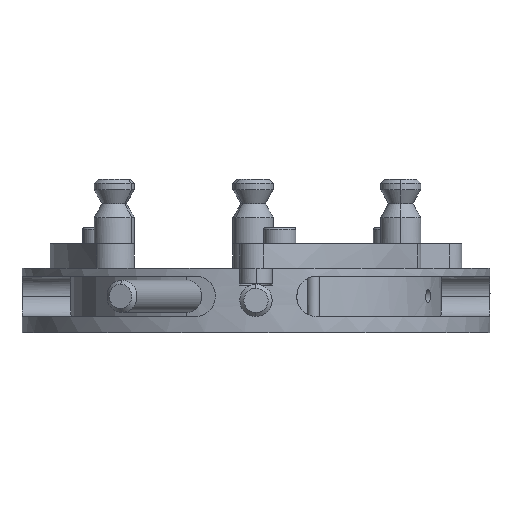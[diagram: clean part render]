
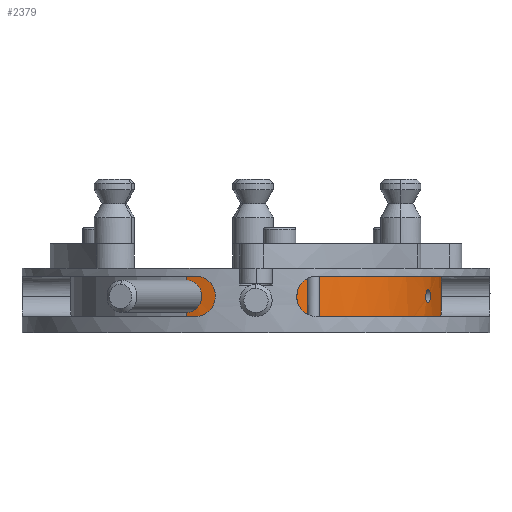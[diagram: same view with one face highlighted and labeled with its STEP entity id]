
A CAD part, front view. The second image highlights one B-rep face of the part: STEP entity #2379.
In plain terms, the highlighted free-form (B-spline) face has degree [1, 3] with [2, 4] control points.
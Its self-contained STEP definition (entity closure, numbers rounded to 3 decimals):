
#108 = CARTESIAN_POINT ( 'NONE',  ( -7.974, -21.575, 1.615 ) ) ;
#204 = EDGE_CURVE ( 'NONE', #12466, #1518, #13556, .T. ) ;
#221 = CARTESIAN_POINT ( 'NONE',  ( 21.18, -8.968, 1.216 ) ) ;
#367 = CARTESIAN_POINT ( 'NONE',  ( 8.583, 21.338, 4. ) ) ;
#560 = EDGE_CURVE ( 'NONE', #11718, #12466, #12557, .T. ) ;
#1145 = B_SPLINE_CURVE_WITH_KNOTS ( 'NONE', 3,
 ( #2240, #3091, #10828, #5355, #11923, #5397, #7691, #6791, #8776, #4397, #4589, #108, #4490, #5595 ),
 .UNSPECIFIED., .F., .F.,
 ( 4, 2, 2, 2, 2, 2, 4 ),
 ( -0.004, -0.003, -0.003, -0.002, -0.001, -0.001, 0. ),
 .UNSPECIFIED. ) ;
#1191 = CARTESIAN_POINT ( 'NONE',  ( 21.338, -8.583, -0.3 ) ) ;
#1327 = CARTESIAN_POINT ( 'NONE',  ( 21.338, -8.583, -0.3 ) ) ;
#1338 = ORIENTED_EDGE ( 'NONE', *, *, #12245, .T. ) ;
#1342 = B_SPLINE_CURVE_WITH_KNOTS ( 'NONE', 1,
 ( #3823, #9199 ),
 .UNSPECIFIED., .F., .F.,
 ( 2, 2 ),
 ( 0., 1. ),
 .UNSPECIFIED. ) ;
#1424 = CARTESIAN_POINT ( 'NONE',  ( 21.26, -8.777, -0.28 ) ) ;
#1518 = VERTEX_POINT ( 'NONE', #4945 ) ;
#1732 = CARTESIAN_POINT ( 'NONE',  ( -8.583, -21.338, 1.75 ) ) ;
#1774 = CARTESIAN_POINT ( 'NONE',  ( 34.093, -38.505, 4. ) ) ;
#1795 = EDGE_LOOP ( 'NONE', ( #12076, #3446, #5133, #4393, #2990, #11465 ) ) ;
#1816 = CARTESIAN_POINT ( 'NONE',  ( 8.583, 21.338, 4. ) ) ;
#2154 = VERTEX_POINT ( 'NONE', #6071 ) ;
#2230 = B_SPLINE_CURVE_WITH_KNOTS ( 'NONE', 3,
 ( #12275, #8851, #221, #3428, #9047, #12123, #8950, #3537, #11142, #1424, #2553, #1327 ),
 .UNSPECIFIED., .F., .F.,
 ( 4, 2, 2, 2, 2, 4 ),
 ( -0.003, -0.002, -0.001, -0.001, 0., 0. ),
 .UNSPECIFIED. ) ;
#2240 = CARTESIAN_POINT ( 'NONE',  ( -8.583, -21.338, -0.75 ) ) ;
#2357 = CARTESIAN_POINT ( 'NONE',  ( 34.093, -38.505, -3. ) ) ;
#2379 = ADVANCED_FACE ( 'NONE', ( #4449, #10591 ), #10089, .T. ) ;
#2549 = CARTESIAN_POINT ( 'NONE',  ( 51.26, 4.171, -3. ) ) ;
#2553 = CARTESIAN_POINT ( 'NONE',  ( 21.299, -8.682, -0.3 ) ) ;
#2697 = CARTESIAN_POINT ( 'NONE',  ( 21.338, -8.583, -0.3 ) ) ;
#2990 = ORIENTED_EDGE ( 'NONE', *, *, #12307, .T. ) ;
#3091 = CARTESIAN_POINT ( 'NONE',  ( -8.432, -21.399, -0.75 ) ) ;
#3411 = EDGE_CURVE ( 'NONE', #13130, #9521, #6785, .T. ) ;
#3428 = CARTESIAN_POINT ( 'NONE',  ( 21.061, -9.243, 0.916 ) ) ;
#3446 = ORIENTED_EDGE ( 'NONE', *, *, #204, .T. ) ;
#3537 = CARTESIAN_POINT ( 'NONE',  ( 21.15, -9.037, -0.14 ) ) ;
#3678 = CARTESIAN_POINT ( 'NONE',  ( 21.418, -8.387, -0.3 ) ) ;
#3823 = CARTESIAN_POINT ( 'NONE',  ( 8.583, 21.338, -3. ) ) ;
#4393 = ORIENTED_EDGE ( 'NONE', *, *, #3411, .T. ) ;
#4397 = CARTESIAN_POINT ( 'NONE',  ( -7.56, -21.722, 1.129 ) ) ;
#4449 = FACE_BOUND ( 'NONE', #10472, .T. ) ;
#4490 = CARTESIAN_POINT ( 'NONE',  ( -8.277, -21.461, 1.75 ) ) ;
#4589 = CARTESIAN_POINT ( 'NONE',  ( -7.648, -21.692, 1.267 ) ) ;
#4826 = CARTESIAN_POINT ( 'NONE',  ( 21.49, -8.196, -0.216 ) ) ;
#4945 = CARTESIAN_POINT ( 'NONE',  ( -8.583, -21.338, -0.75 ) ) ;
#5133 = ORIENTED_EDGE ( 'NONE', *, *, #7485, .T. ) ;
#5355 = CARTESIAN_POINT ( 'NONE',  ( -7.996, -21.566, -0.592 ) ) ;
#5397 = CARTESIAN_POINT ( 'NONE',  ( -7.538, -21.731, -0.152 ) ) ;
#5595 = CARTESIAN_POINT ( 'NONE',  ( -8.583, -21.338, 1.75 ) ) ;
#5634 = CARTESIAN_POINT ( 'NONE',  ( 51.26, 4.171, -3. ) ) ;
#5682 = CARTESIAN_POINT ( 'NONE',  ( -8.583, -21.338, -3. ) ) ;
#5911 = CARTESIAN_POINT ( 'NONE',  ( -8.583, -21.338, 4. ) ) ;
#5912 = CARTESIAN_POINT ( 'NONE',  ( 21.596, -7.916, 0.084 ) ) ;
#6009 = CARTESIAN_POINT ( 'NONE',  ( 21.596, -7.915, 0.915 ) ) ;
#6064 = CARTESIAN_POINT ( 'NONE',  ( -8.583, -21.338, 4. ) ) ;
#6071 = CARTESIAN_POINT ( 'NONE',  ( 8.583, 21.338, 4. ) ) ;
#6112 = CARTESIAN_POINT ( 'NONE',  ( 51.26, 4.171, 4. ) ) ;
#6280 = CARTESIAN_POINT ( 'NONE',  ( 8.583, 21.338, -3. ) ) ;
#6785 = B_SPLINE_CURVE_WITH_KNOTS ( 'NONE', 1,
 ( #1732, #5911 ),
 .UNSPECIFIED., .F., .F.,
 ( 2, 2 ),
 ( 0.679, 1. ),
 .UNSPECIFIED. ) ;
#6791 = CARTESIAN_POINT ( 'NONE',  ( -7.411, -21.773, 0.663 ) ) ;
#6862 = CARTESIAN_POINT ( 'NONE',  ( 8.583, 21.338, -3. ) ) ;
#6967 = CARTESIAN_POINT ( 'NONE',  ( 21.338, -8.583, 1.3 ) ) ;
#7485 = EDGE_CURVE ( 'NONE', #1518, #13130, #1145, .T. ) ;
#7618 = CARTESIAN_POINT ( 'NONE',  ( -8.583, -21.338, -3. ) ) ;
#7691 = CARTESIAN_POINT ( 'NONE',  ( -7.411, -21.773, 0.171 ) ) ;
#7806 = CARTESIAN_POINT ( 'NONE',  ( -8.583, -21.338, -3. ) ) ;
#7824 = CARTESIAN_POINT ( 'NONE',  ( 8.583, 21.338, -3. ) ) ;
#7850 = CARTESIAN_POINT ( 'NONE',  ( -8.583, -21.338, 4. ) ) ;
#7952 = CARTESIAN_POINT ( 'NONE',  ( 51.26, 4.171, 4. ) ) ;
#8269 = EDGE_CURVE ( 'NONE', #10476, #9823, #2230, .T. ) ;
#8669 = CARTESIAN_POINT ( 'NONE',  ( -8.583, -21.338, 1.75 ) ) ;
#8776 = CARTESIAN_POINT ( 'NONE',  ( -7.442, -21.763, 0.827 ) ) ;
#8806 = EDGE_CURVE ( 'NONE', #11718, #2154, #1342, .T. ) ;
#8851 = CARTESIAN_POINT ( 'NONE',  ( 21.259, -8.78, 1.3 ) ) ;
#8950 = CARTESIAN_POINT ( 'NONE',  ( 21.061, -9.244, 0.085 ) ) ;
#9047 = CARTESIAN_POINT ( 'NONE',  ( 21.027, -9.32, 0.713 ) ) ;
#9075 = CARTESIAN_POINT ( 'NONE',  ( -8.583, -21.338, 4. ) ) ;
#9199 = CARTESIAN_POINT ( 'NONE',  ( 8.583, 21.338, 4. ) ) ;
#9498 = B_SPLINE_CURVE_WITH_KNOTS ( 'NONE', 3,
 ( #2697, #3678, #4826, #5912, #13593, #13488, #6009, #13444, #11292, #6967 ),
 .UNSPECIFIED., .F., .F.,
 ( 4, 2, 2, 2, 4 ),
 ( -0.005, -0.004, -0.004, -0.003, -0.003 ),
 .UNSPECIFIED. ) ;
#9521 = VERTEX_POINT ( 'NONE', #9075 ) ;
#9815 = CARTESIAN_POINT ( 'NONE',  ( -8.583, -21.338, -3. ) ) ;
#9823 = VERTEX_POINT ( 'NONE', #1191 ) ;
#9910 = ORIENTED_EDGE ( 'NONE', *, *, #8269, .T. ) ;
#10089 =( BOUNDED_SURFACE ( )  B_SPLINE_SURFACE ( 1, 3, ( 
 ( #7806, #2357, #2549, #6862 ),
 ( #7850, #11042, #7952, #367 ) ),
 .UNSPECIFIED., .F., .F., .T. ) 
 B_SPLINE_SURFACE_WITH_KNOTS ( ( 2, 2 ),
 ( 4, 4 ),
 ( 0., 1. ),
 ( 0., 1. ),
 .UNSPECIFIED. ) 
 GEOMETRIC_REPRESENTATION_ITEM ( )  RATIONAL_B_SPLINE_SURFACE ( (
 ( 1., 0.333, 0.333, 1.),
 ( 1., 0.333, 0.333, 1.) ) ) 
 REPRESENTATION_ITEM ( '' )  SURFACE ( )  );
#10472 = EDGE_LOOP ( 'NONE', ( #9910, #1338 ) ) ;
#10476 = VERTEX_POINT ( 'NONE', #12927 ) ;
#10591 = FACE_OUTER_BOUND ( 'NONE', #1795, .T. ) ;
#10828 = CARTESIAN_POINT ( 'NONE',  ( -8.28, -21.458, -0.718 ) ) ;
#11042 = CARTESIAN_POINT ( 'NONE',  ( 34.093, -38.505, 4. ) ) ;
#11114 = CARTESIAN_POINT ( 'NONE',  ( 34.093, -38.505, -3. ) ) ;
#11142 = CARTESIAN_POINT ( 'NONE',  ( 21.184, -8.958, -0.198 ) ) ;
#11182 =( BOUNDED_CURVE ( )  B_SPLINE_CURVE ( 3, ( #6064, #1774, #6112, #1816 ),
 .UNSPECIFIED., .F., .F. ) 
 B_SPLINE_CURVE_WITH_KNOTS ( ( 4, 4 ),
 ( -3.142, 0. ),
 .UNSPECIFIED. ) 
 CURVE ( )  GEOMETRIC_REPRESENTATION_ITEM ( )  RATIONAL_B_SPLINE_CURVE ( ( 1., 0.333, 0.333, 1. ) ) 
 REPRESENTATION_ITEM ( '' )  );
#11292 = CARTESIAN_POINT ( 'NONE',  ( 21.417, -8.387, 1.3 ) ) ;
#11465 = ORIENTED_EDGE ( 'NONE', *, *, #8806, .F. ) ;
#11718 = VERTEX_POINT ( 'NONE', #6280 ) ;
#11923 = CARTESIAN_POINT ( 'NONE',  ( -7.867, -21.613, -0.501 ) ) ;
#11985 = CARTESIAN_POINT ( 'NONE',  ( -8.583, -21.338, -0.75 ) ) ;
#12076 = ORIENTED_EDGE ( 'NONE', *, *, #560, .T. ) ;
#12123 = CARTESIAN_POINT ( 'NONE',  ( 21.027, -9.321, 0.288 ) ) ;
#12245 = EDGE_CURVE ( 'NONE', #9823, #10476, #9498, .T. ) ;
#12275 = CARTESIAN_POINT ( 'NONE',  ( 21.338, -8.583, 1.3 ) ) ;
#12307 = EDGE_CURVE ( 'NONE', #9521, #2154, #11182, .T. ) ;
#12466 = VERTEX_POINT ( 'NONE', #7618 ) ;
#12557 =( BOUNDED_CURVE ( )  B_SPLINE_CURVE ( 3, ( #7824, #5634, #11114, #5682 ),
 .UNSPECIFIED., .F., .F. ) 
 B_SPLINE_CURVE_WITH_KNOTS ( ( 4, 4 ),
 ( -7.472, -4.33 ),
 .UNSPECIFIED. ) 
 CURVE ( )  GEOMETRIC_REPRESENTATION_ITEM ( )  RATIONAL_B_SPLINE_CURVE ( ( 1., 0.333, 0.333, 1. ) ) 
 REPRESENTATION_ITEM ( '' )  );
#12927 = CARTESIAN_POINT ( 'NONE',  ( 21.338, -8.583, 1.3 ) ) ;
#13130 = VERTEX_POINT ( 'NONE', #8669 ) ;
#13444 = CARTESIAN_POINT ( 'NONE',  ( 21.49, -8.197, 1.216 ) ) ;
#13488 = CARTESIAN_POINT ( 'NONE',  ( 21.624, -7.836, 0.712 ) ) ;
#13556 = B_SPLINE_CURVE_WITH_KNOTS ( 'NONE', 1,
 ( #9815, #11985 ),
 .UNSPECIFIED., .F., .F.,
 ( 2, 2 ),
 ( 0., 0.321 ),
 .UNSPECIFIED. ) ;
#13593 = CARTESIAN_POINT ( 'NONE',  ( 21.624, -7.836, 0.288 ) ) ;
